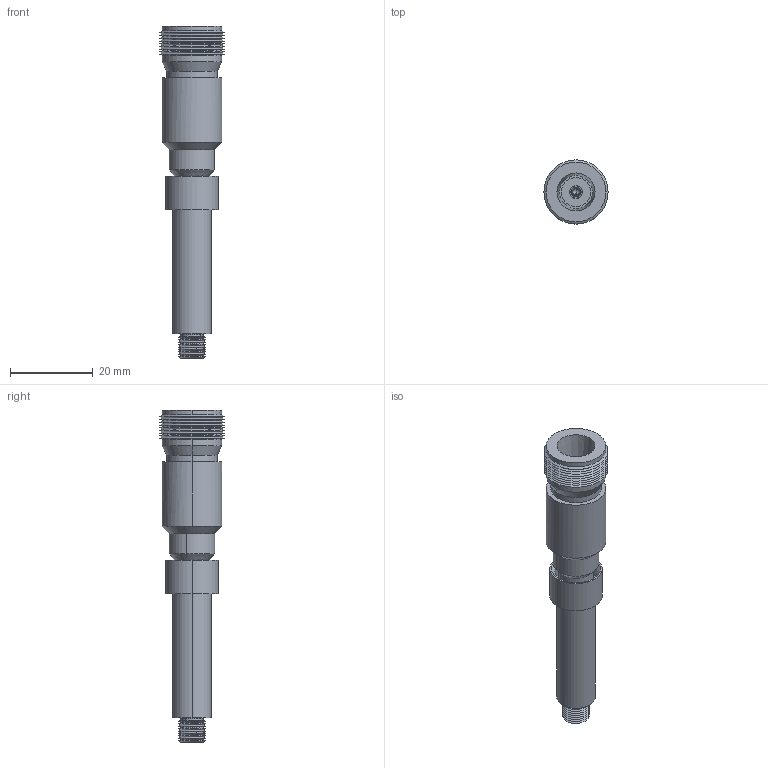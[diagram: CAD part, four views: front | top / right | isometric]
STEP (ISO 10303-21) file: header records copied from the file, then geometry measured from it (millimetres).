
FILE_DESCRIPTION (( 'STEP AP203' ), '1' );
FILE_NAME ('A3888-1-W.STEP', '2011-10-06T12:51:57', ( '' ), ( '' ), 'SwSTEP 2.0', 'SolidWorks 2011', '' );
FILE_SCHEMA (( 'CONFIG_CONTROL_DESIGN' ));
Length unit declared in the file: inch
Products named in the file (1): A3888-1-W
Bounding box: 15.49 x 15.49 x 80.14 mm (x, y, z)
Volume: 5262.3 mm3; surface area: 7539 mm2
Topology: 1 solids, 2 shells, 205 faces, 442 edges, 257 vertices
Faces by surface type: cone 101, cylinder 64, plane 38, torus 2
Entity records: 5596 total; most frequent: DIRECTION 1085, CARTESIAN_POINT 913, ORIENTED_EDGE 876, AXIS2_PLACEMENT_3D 445, EDGE_CURVE 438, VERTEX_POINT 257, CIRCLE 239, EDGE_LOOP 227
